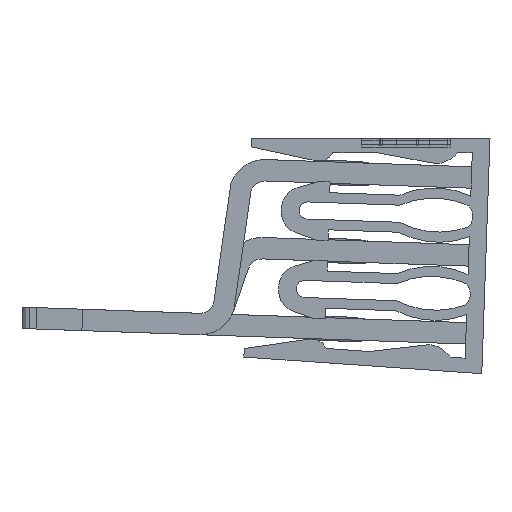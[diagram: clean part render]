
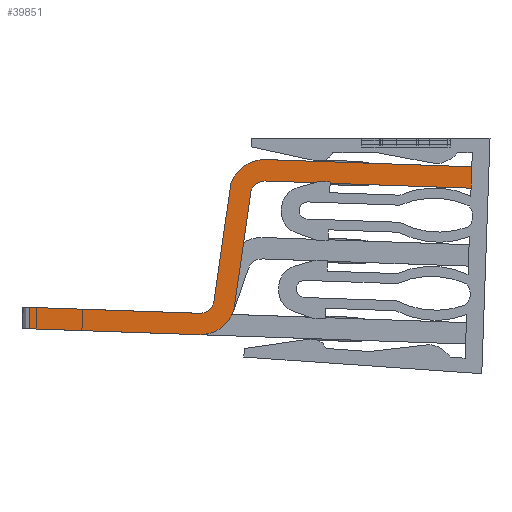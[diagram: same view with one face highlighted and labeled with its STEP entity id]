
A CAD part, front view. The second image highlights one B-rep face of the part: STEP entity #39851.
In plain terms, the highlighted face is planar.
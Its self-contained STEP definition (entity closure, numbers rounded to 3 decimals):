
#24782=CARTESIAN_POINT('',(-28.704,17.822,173.));
#24783=DIRECTION('',(0.,0.,-1.));
#24784=DIRECTION('',(-0.294,-0.956,0.));
#24785=AXIS2_PLACEMENT_3D('',#24782,#24783,#24784);
#24790=DIRECTION('',(0.,1.,0.));
#24791=VECTOR('',#24790,11.896);
#24792=CARTESIAN_POINT('',(-31.204,17.822,173.));
#24793=LINE('',#24792,#24791);
#24797=DIRECTION('',(0.,-1.,0.));
#24798=VECTOR('',#24797,11.896);
#24799=CARTESIAN_POINT('',(-29.704,29.717,173.));
#24800=LINE('',#24799,#24798);
#24804=CARTESIAN_POINT('',(-28.704,17.822,173.));
#24805=DIRECTION('',(0.,0.,1.));
#24806=DIRECTION('',(-1.,0.,0.));
#24807=AXIS2_PLACEMENT_3D('',#24804,#24805,#24806);
#24812=DIRECTION('',(0.994,-0.108,0.));
#24813=VECTOR('',#24812,8.501);
#24814=CARTESIAN_POINT('',(-28.998,16.866,173.));
#24815=LINE('',#24814,#24813);
#24819=CARTESIAN_POINT('',(-21.281,13.557,173.));
#24820=DIRECTION('',(0.,0.,-1.));
#24821=DIRECTION('',(0.294,0.956,0.));
#24822=AXIS2_PLACEMENT_3D('',#24819,#24820,#24821);
#24827=DIRECTION('',(0.,-1.,0.));
#24828=VECTOR('',#24827,14.435);
#24829=CARTESIAN_POINT('',(-18.781,13.557,173.));
#24830=LINE('',#24829,#24828);
#24834=DIRECTION('',(0.,1.,0.));
#24835=VECTOR('',#24834,14.435);
#24836=CARTESIAN_POINT('',(-20.281,-0.878,173.));
#24837=LINE('',#24836,#24835);
#24841=CARTESIAN_POINT('',(-21.281,13.557,173.));
#24842=DIRECTION('',(0.,0.,1.));
#24843=DIRECTION('',(1.,0.,0.));
#24844=AXIS2_PLACEMENT_3D('',#24841,#24842,#24843);
#24849=DIRECTION('',(-0.994,0.108,0.));
#24850=VECTOR('',#24849,8.501);
#24851=CARTESIAN_POINT('',(-20.987,14.513,173.));
#24852=LINE('',#24851,#24850);
#25096=DIRECTION('',(-1.,0.,0.));
#25097=VECTOR('',#25096,1.5);
#25098=CARTESIAN_POINT('',(-29.704,29.717,173.));
#25099=LINE('',#25098,#25097);
#27165=DIRECTION('',(1.,0.,0.));
#27166=VECTOR('',#27165,1.5);
#27167=CARTESIAN_POINT('',(-20.281,-0.878,173.));
#27168=LINE('',#27167,#27166);
#37605=CARTESIAN_POINT('',(-29.438,15.432,173.));
#37606=CARTESIAN_POINT('',(-31.204,17.822,173.));
#37607=VERTEX_POINT('',#37605);
#37608=VERTEX_POINT('',#37606);
#37609=CARTESIAN_POINT('',(-31.204,29.717,173.));
#37610=VERTEX_POINT('',#37609);
#37611=CARTESIAN_POINT('',(-29.704,29.717,173.));
#37612=VERTEX_POINT('',#37611);
#37613=CARTESIAN_POINT('',(-29.704,17.822,173.));
#37614=VERTEX_POINT('',#37613);
#37615=CARTESIAN_POINT('',(-28.998,16.866,173.));
#37616=VERTEX_POINT('',#37615);
#37617=CARTESIAN_POINT('',(-20.546,15.946,173.));
#37618=VERTEX_POINT('',#37617);
#37619=CARTESIAN_POINT('',(-18.781,13.557,173.));
#37620=VERTEX_POINT('',#37619);
#37621=CARTESIAN_POINT('',(-18.781,-0.878,173.));
#37622=VERTEX_POINT('',#37621);
#37623=CARTESIAN_POINT('',(-20.281,-0.878,173.));
#37624=VERTEX_POINT('',#37623);
#37625=CARTESIAN_POINT('',(-20.281,13.557,173.));
#37626=VERTEX_POINT('',#37625);
#37627=CARTESIAN_POINT('',(-20.987,14.513,173.));
#37628=VERTEX_POINT('',#37627);
#39820=CARTESIAN_POINT('',(-20.281,29.717,173.));
#39821=DIRECTION('',(0.,0.,-1.));
#39822=DIRECTION('',(0.,-1.,0.));
#39823=AXIS2_PLACEMENT_3D('',#39820,#39821,#39822);
#39824=PLANE('',#39823);
#39826=ORIENTED_EDGE('',*,*,#39825,.T.);
#39828=ORIENTED_EDGE('',*,*,#39827,.T.);
#39830=ORIENTED_EDGE('',*,*,#39829,.F.);
#39832=ORIENTED_EDGE('',*,*,#39831,.T.);
#39834=ORIENTED_EDGE('',*,*,#39833,.T.);
#39836=ORIENTED_EDGE('',*,*,#39835,.T.);
#39838=ORIENTED_EDGE('',*,*,#39837,.T.);
#39840=ORIENTED_EDGE('',*,*,#39839,.T.);
#39842=ORIENTED_EDGE('',*,*,#39841,.F.);
#39844=ORIENTED_EDGE('',*,*,#39843,.T.);
#39846=ORIENTED_EDGE('',*,*,#39845,.T.);
#39848=ORIENTED_EDGE('',*,*,#39847,.T.);
#39849=EDGE_LOOP('',(#39826,#39828,#39830,#39832,#39834,#39836,#39838,#39840,
#39842,#39844,#39846,#39848));
#39850=FACE_OUTER_BOUND('',#39849,.F.);
#24786=CIRCLE('',#24785,2.5);
#24808=CIRCLE('',#24807,1.);
#24823=CIRCLE('',#24822,2.5);
#24845=CIRCLE('',#24844,1.);
#39825=EDGE_CURVE('',#37607,#37608,#24786,.T.);
#39827=EDGE_CURVE('',#37608,#37610,#24793,.T.);
#39829=EDGE_CURVE('',#37612,#37610,#25099,.T.);
#39831=EDGE_CURVE('',#37612,#37614,#24800,.T.);
#39833=EDGE_CURVE('',#37614,#37616,#24808,.T.);
#39835=EDGE_CURVE('',#37616,#37618,#24815,.T.);
#39837=EDGE_CURVE('',#37618,#37620,#24823,.T.);
#39839=EDGE_CURVE('',#37620,#37622,#24830,.T.);
#39841=EDGE_CURVE('',#37624,#37622,#27168,.T.);
#39843=EDGE_CURVE('',#37624,#37626,#24837,.T.);
#39845=EDGE_CURVE('',#37626,#37628,#24845,.T.);
#39847=EDGE_CURVE('',#37628,#37607,#24852,.T.);
#39851=ADVANCED_FACE('',(#39850),#39824,.F.);
